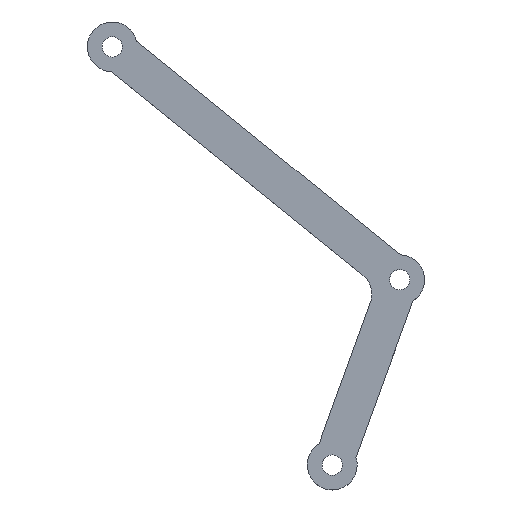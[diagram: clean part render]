
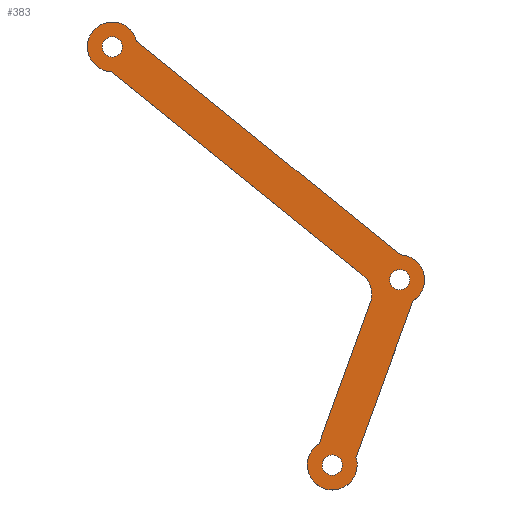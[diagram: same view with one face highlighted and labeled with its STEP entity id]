
A CAD part, top view. The second image highlights one B-rep face of the part: STEP entity #383.
In plain terms, the highlighted planar face has unit normal (0, 0, 1).
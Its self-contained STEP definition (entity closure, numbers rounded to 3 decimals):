
#4 = CARTESIAN_POINT ( 'NONE',  ( -27.362, -75.175, 10. ) ) ;
#7 = LINE ( 'NONE', #279, #379 ) ;
#10 = VERTEX_POINT ( 'NONE', #47 ) ;
#13 = ORIENTED_EDGE ( 'NONE', *, *, #309, .F. ) ;
#20 = AXIS2_PLACEMENT_3D ( 'NONE', #113, #628, #329 ) ;
#26 = AXIS2_PLACEMENT_3D ( 'NONE', #356, #101, #458 ) ;
#32 = CIRCLE ( 'NONE', #153, 10.1 ) ;
#34 = CIRCLE ( 'NONE', #494, 10.1 ) ;
#39 = DIRECTION ( 'NONE',  ( 0., 0., 1. ) ) ;
#40 = EDGE_CURVE ( 'NONE', #272, #41, #130, .T. ) ;
#41 = VERTEX_POINT ( 'NONE', #411 ) ;
#43 = DIRECTION ( 'NONE',  ( 1., 0., 0. ) ) ;
#47 = CARTESIAN_POINT ( 'NONE',  ( -15.013, 1.863, 10. ) ) ;
#55 = DIRECTION ( 'NONE',  ( -1., 0., 0. ) ) ;
#60 = EDGE_CURVE ( 'NONE', #41, #489, #661, .T. ) ;
#64 = AXIS2_PLACEMENT_3D ( 'NONE', #555, #542, #247 ) ;
#65 = CARTESIAN_POINT ( 'NONE',  ( -106.746, 96.735, 10. ) ) ;
#70 = EDGE_LOOP ( 'NONE', ( #267, #589, #284, #227, #190, #292, #193, #545, #141, #612, #103 ) ) ;
#74 = VERTEX_POINT ( 'NONE', #523 ) ;
#80 = EDGE_CURVE ( 'NONE', #342, #254, #155, .T. ) ;
#83 = CIRCLE ( 'NONE', #26, 4.1 ) ;
#89 = EDGE_CURVE ( 'NONE', #231, #424, #32, .T. ) ;
#91 = VERTEX_POINT ( 'NONE', #453 ) ;
#94 = CARTESIAN_POINT ( 'NONE',  ( 5.409, -8.53, 10. ) ) ;
#101 = DIRECTION ( 'NONE',  ( 0., 0., 1. ) ) ;
#103 = ORIENTED_EDGE ( 'NONE', *, *, #80, .T. ) ;
#105 = DIRECTION ( 'NONE',  ( 0., 0., -1. ) ) ;
#107 = AXIS2_PLACEMENT_3D ( 'NONE', #503, #39, #552 ) ;
#113 = CARTESIAN_POINT ( 'NONE',  ( 0., 0., 10. ) ) ;
#122 = CARTESIAN_POINT ( 'NONE',  ( -120.672, 94.398, 10. ) ) ;
#127 = DIRECTION ( 'NONE',  ( 1., 0., 0. ) ) ;
#130 = CIRCLE ( 'NONE', #164, 10.1 ) ;
#133 = CIRCLE ( 'NONE', #430, 10.1 ) ;
#138 = CARTESIAN_POINT ( 'NONE',  ( -116.572, 94.398, 10. ) ) ;
#141 = ORIENTED_EDGE ( 'NONE', *, *, #60, .T. ) ;
#145 = AXIS2_PLACEMENT_3D ( 'NONE', #467, #105, #312 ) ;
#149 = VERTEX_POINT ( 'NONE', #669 ) ;
#151 = EDGE_CURVE ( 'NONE', #556, #240, #471, .T. ) ;
#153 = AXIS2_PLACEMENT_3D ( 'NONE', #361, #614, #563 ) ;
#155 = LINE ( 'NONE', #162, #541 ) ;
#162 = CARTESIAN_POINT ( 'NONE',  ( -106.746, 96.735, 10. ) ) ;
#164 = AXIS2_PLACEMENT_3D ( 'NONE', #4, #621, #457 ) ;
#165 = EDGE_CURVE ( 'NONE', #91, #420, #402, .T. ) ;
#167 = DIRECTION ( 'NONE',  ( -0.777, 0.629, 0. ) ) ;
#178 = CIRCLE ( 'NONE', #64, 4.1 ) ;
#179 = CARTESIAN_POINT ( 'NONE',  ( 0., 0., 10. ) ) ;
#187 = AXIS2_PLACEMENT_3D ( 'NONE', #208, #610, #566 ) ;
#190 = ORIENTED_EDGE ( 'NONE', *, *, #301, .T. ) ;
#191 = FACE_BOUND ( 'NONE', #443, .T. ) ;
#192 = EDGE_CURVE ( 'NONE', #420, #91, #572, .T. ) ;
#193 = ORIENTED_EDGE ( 'NONE', *, *, #509, .T. ) ;
#195 = DIRECTION ( 'NONE',  ( 0., 0., 1. ) ) ;
#201 = VERTEX_POINT ( 'NONE', #423 ) ;
#208 = CARTESIAN_POINT ( 'NONE',  ( -116.572, 94.398, 10. ) ) ;
#226 = DIRECTION ( 'NONE',  ( -1., 0., 0. ) ) ;
#227 = ORIENTED_EDGE ( 'NONE', *, *, #427, .T. ) ;
#231 = VERTEX_POINT ( 'NONE', #583 ) ;
#240 = VERTEX_POINT ( 'NONE', #477 ) ;
#241 = FACE_BOUND ( 'NONE', #472, .T. ) ;
#244 = CARTESIAN_POINT ( 'NONE',  ( -27.362, -75.175, 10. ) ) ;
#245 = AXIS2_PLACEMENT_3D ( 'NONE', #439, #640, #595 ) ;
#247 = DIRECTION ( 'NONE',  ( 1., 0., 0. ) ) ;
#254 = VERTEX_POINT ( 'NONE', #65 ) ;
#255 = EDGE_CURVE ( 'NONE', #489, #342, #315, .T. ) ;
#267 = ORIENTED_EDGE ( 'NONE', *, *, #396, .T. ) ;
#269 = CARTESIAN_POINT ( 'NONE',  ( 5.409, -8.53, 10. ) ) ;
#272 = VERTEX_POINT ( 'NONE', #597 ) ;
#273 = AXIS2_PLACEMENT_3D ( 'NONE', #179, #419, #127 ) ;
#274 = EDGE_CURVE ( 'NONE', #240, #556, #305, .T. ) ;
#277 = CARTESIAN_POINT ( 'NONE',  ( 0., 0., 10. ) ) ;
#279 = CARTESIAN_POINT ( 'NONE',  ( -15.013, 1.863, 10. ) ) ;
#284 = ORIENTED_EDGE ( 'NONE', *, *, #611, .T. ) ;
#292 = ORIENTED_EDGE ( 'NONE', *, *, #331, .T. ) ;
#298 = DIRECTION ( 'NONE',  ( -0.342, -0.94, 0. ) ) ;
#301 = EDGE_CURVE ( 'NONE', #149, #201, #491, .T. ) ;
#303 = DIRECTION ( 'NONE',  ( 1., 0., 0. ) ) ;
#305 = CIRCLE ( 'NONE', #107, 4.1 ) ;
#309 = EDGE_CURVE ( 'NONE', #74, #352, #178, .T. ) ;
#312 = DIRECTION ( 'NONE',  ( 1., 0., 0. ) ) ;
#315 = CIRCLE ( 'NONE', #394, 10.1 ) ;
#329 = DIRECTION ( 'NONE',  ( 1., 0., 0. ) ) ;
#331 = EDGE_CURVE ( 'NONE', #201, #440, #34, .T. ) ;
#339 = FACE_BOUND ( 'NONE', #387, .T. ) ;
#342 = VERTEX_POINT ( 'NONE', #488 ) ;
#352 = VERTEX_POINT ( 'NONE', #450 ) ;
#356 = CARTESIAN_POINT ( 'NONE',  ( -27.362, -75.175, 10. ) ) ;
#361 = CARTESIAN_POINT ( 'NONE',  ( -116.572, 94.398, 10. ) ) ;
#365 = ORIENTED_EDGE ( 'NONE', *, *, #274, .F. ) ;
#372 = VECTOR ( 'NONE', #298, 1000. ) ;
#375 = ORIENTED_EDGE ( 'NONE', *, *, #192, .F. ) ;
#379 = VECTOR ( 'NONE', #476, 1000. ) ;
#383 = ADVANCED_FACE ( 'NONE', ( #646, #339, #241, #191 ), #386, .F. ) ;
#386 = PLANE ( 'NONE',  #245 ) ;
#387 = EDGE_LOOP ( 'NONE', ( #652, #365 ) ) ;
#393 = DIRECTION ( 'NONE',  ( 0., 0., 1. ) ) ;
#394 = AXIS2_PLACEMENT_3D ( 'NONE', #277, #473, #226 ) ;
#396 = EDGE_CURVE ( 'NONE', #254, #231, #133, .T. ) ;
#402 = CIRCLE ( 'NONE', #273, 4.1 ) ;
#406 = CARTESIAN_POINT ( 'NONE',  ( -116.815, 84.301, 10. ) ) ;
#411 = CARTESIAN_POINT ( 'NONE',  ( -17.735, -72.118, 10. ) ) ;
#419 = DIRECTION ( 'NONE',  ( 0., 0., 1. ) ) ;
#420 = VERTEX_POINT ( 'NONE', #664 ) ;
#423 = CARTESIAN_POINT ( 'NONE',  ( -32.771, -66.646, 10. ) ) ;
#424 = VERTEX_POINT ( 'NONE', #406 ) ;
#427 = EDGE_CURVE ( 'NONE', #10, #149, #506, .T. ) ;
#430 = AXIS2_PLACEMENT_3D ( 'NONE', #138, #195, #55 ) ;
#439 = CARTESIAN_POINT ( 'NONE',  ( -116.572, 94.398, 10. ) ) ;
#440 = VERTEX_POINT ( 'NONE', #616 ) ;
#443 = EDGE_LOOP ( 'NONE', ( #13, #629 ) ) ;
#448 = CARTESIAN_POINT ( 'NONE',  ( -32.771, -66.646, 10. ) ) ;
#450 = CARTESIAN_POINT ( 'NONE',  ( -23.262, -75.175, 10. ) ) ;
#453 = CARTESIAN_POINT ( 'NONE',  ( 4.1, 0., 10. ) ) ;
#455 = CIRCLE ( 'NONE', #502, 10.1 ) ;
#457 = DIRECTION ( 'NONE',  ( 1., 0., 0. ) ) ;
#458 = DIRECTION ( 'NONE',  ( 1., 0., 0. ) ) ;
#467 = CARTESIAN_POINT ( 'NONE',  ( -21.306, -5.909, 10. ) ) ;
#471 = CIRCLE ( 'NONE', #187, 4.1 ) ;
#472 = EDGE_LOOP ( 'NONE', ( #375, #650 ) ) ;
#473 = DIRECTION ( 'NONE',  ( 0., 0., 1. ) ) ;
#476 = DIRECTION ( 'NONE',  ( 0.777, -0.629, 0. ) ) ;
#477 = CARTESIAN_POINT ( 'NONE',  ( -112.472, 94.398, 10. ) ) ;
#488 = CARTESIAN_POINT ( 'NONE',  ( 0.243, 10.097, 10. ) ) ;
#489 = VERTEX_POINT ( 'NONE', #94 ) ;
#491 = LINE ( 'NONE', #448, #372 ) ;
#494 = AXIS2_PLACEMENT_3D ( 'NONE', #244, #393, #43 ) ;
#502 = AXIS2_PLACEMENT_3D ( 'NONE', #660, #510, #303 ) ;
#503 = CARTESIAN_POINT ( 'NONE',  ( -116.572, 94.398, 10. ) ) ;
#505 = VECTOR ( 'NONE', #508, 1000. ) ;
#506 = CIRCLE ( 'NONE', #145, 10. ) ;
#508 = DIRECTION ( 'NONE',  ( 0.342, 0.94, 0. ) ) ;
#509 = EDGE_CURVE ( 'NONE', #440, #272, #455, .T. ) ;
#510 = DIRECTION ( 'NONE',  ( 0., 0., 1. ) ) ;
#523 = CARTESIAN_POINT ( 'NONE',  ( -31.462, -75.175, 10. ) ) ;
#538 = EDGE_CURVE ( 'NONE', #352, #74, #83, .T. ) ;
#541 = VECTOR ( 'NONE', #167, 1000. ) ;
#542 = DIRECTION ( 'NONE',  ( 0., 0., 1. ) ) ;
#545 = ORIENTED_EDGE ( 'NONE', *, *, #40, .T. ) ;
#552 = DIRECTION ( 'NONE',  ( 1., 0., 0. ) ) ;
#555 = CARTESIAN_POINT ( 'NONE',  ( -27.362, -75.175, 10. ) ) ;
#556 = VERTEX_POINT ( 'NONE', #122 ) ;
#563 = DIRECTION ( 'NONE',  ( -1., 0., 0. ) ) ;
#566 = DIRECTION ( 'NONE',  ( 1., 0., 0. ) ) ;
#572 = CIRCLE ( 'NONE', #20, 4.1 ) ;
#583 = CARTESIAN_POINT ( 'NONE',  ( -126.672, 94.398, 10. ) ) ;
#589 = ORIENTED_EDGE ( 'NONE', *, *, #89, .T. ) ;
#595 = DIRECTION ( 'NONE',  ( -1., 0., 0. ) ) ;
#597 = CARTESIAN_POINT ( 'NONE',  ( -17.262, -75.175, 10. ) ) ;
#610 = DIRECTION ( 'NONE',  ( 0., 0., 1. ) ) ;
#611 = EDGE_CURVE ( 'NONE', #424, #10, #7, .T. ) ;
#612 = ORIENTED_EDGE ( 'NONE', *, *, #255, .T. ) ;
#614 = DIRECTION ( 'NONE',  ( 0., 0., 1. ) ) ;
#616 = CARTESIAN_POINT ( 'NONE',  ( -37.462, -75.175, 10. ) ) ;
#621 = DIRECTION ( 'NONE',  ( 0., 0., 1. ) ) ;
#628 = DIRECTION ( 'NONE',  ( 0., 0., 1. ) ) ;
#629 = ORIENTED_EDGE ( 'NONE', *, *, #538, .F. ) ;
#640 = DIRECTION ( 'NONE',  ( 0., 0., -1. ) ) ;
#646 = FACE_OUTER_BOUND ( 'NONE', #70, .T. ) ;
#650 = ORIENTED_EDGE ( 'NONE', *, *, #165, .F. ) ;
#652 = ORIENTED_EDGE ( 'NONE', *, *, #151, .F. ) ;
#660 = CARTESIAN_POINT ( 'NONE',  ( -27.362, -75.175, 10. ) ) ;
#661 = LINE ( 'NONE', #269, #505 ) ;
#664 = CARTESIAN_POINT ( 'NONE',  ( -4.1, 0., 10. ) ) ;
#669 = CARTESIAN_POINT ( 'NONE',  ( -11.909, -9.329, 10. ) ) ;
